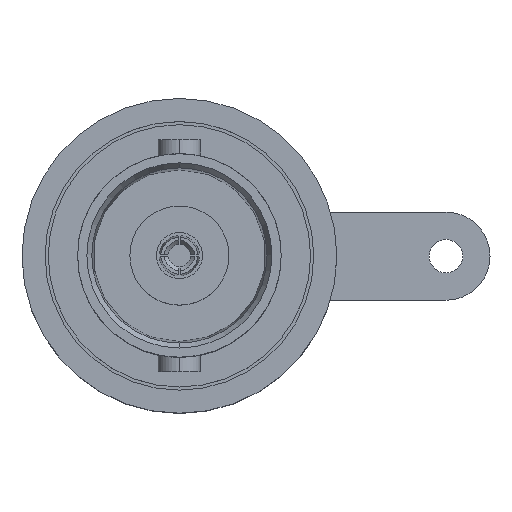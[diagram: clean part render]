
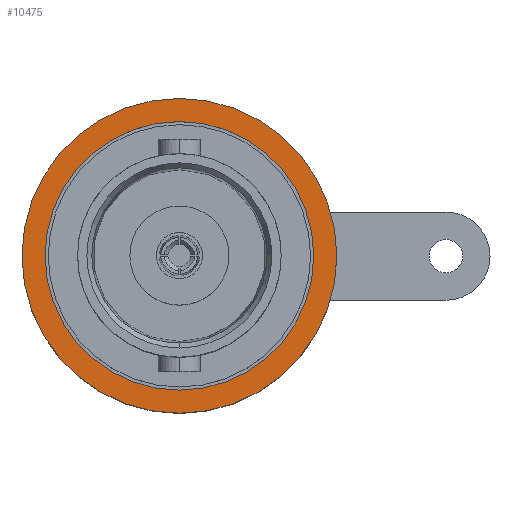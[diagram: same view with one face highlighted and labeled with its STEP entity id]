
A CAD part, top view. The second image highlights one B-rep face of the part: STEP entity #10475.
In plain terms, the highlighted planar face has unit normal (0, 0, 1).
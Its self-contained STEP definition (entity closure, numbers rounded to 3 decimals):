
#164 = CARTESIAN_POINT ( 'NONE',  ( 0., 0., -10.6 ) ) ;
#195 = CARTESIAN_POINT ( 'NONE',  ( 0., -7.5, -10.6 ) ) ;
#249 = EDGE_CURVE ( 'NONE', #1647, #5838, #9015, .T. ) ;
#767 = AXIS2_PLACEMENT_3D ( 'NONE', #3031, #5808, #8564 ) ;
#1302 = EDGE_LOOP ( 'NONE', ( #5609, #8427 ) ) ;
#1528 = CARTESIAN_POINT ( 'NONE',  ( 0., 0., -10.6 ) ) ;
#1647 = VERTEX_POINT ( 'NONE', #10569 ) ;
#1732 = CARTESIAN_POINT ( 'NONE',  ( 0., -6.4, -10.6 ) ) ;
#1811 = FACE_OUTER_BOUND ( 'NONE', #1302, .T. ) ;
#1841 = DIRECTION ( 'NONE',  ( 0., 0., 1. ) ) ;
#1890 = DIRECTION ( 'NONE',  ( 0., -1., 0. ) ) ;
#2232 = DIRECTION ( 'NONE',  ( 0., -1., 0. ) ) ;
#2561 = DIRECTION ( 'NONE',  ( 0., 0., 1. ) ) ;
#3031 = CARTESIAN_POINT ( 'NONE',  ( 0., 0., -10.6 ) ) ;
#3618 = EDGE_CURVE ( 'NONE', #5838, #1647, #8795, .T. ) ;
#3965 = DIRECTION ( 'NONE',  ( 0., 1., 0. ) ) ;
#4007 = CARTESIAN_POINT ( 'NONE',  ( 0., 0., -10.6 ) ) ;
#4110 = AXIS2_PLACEMENT_3D ( 'NONE', #9563, #6877, #3965 ) ;
#5609 = ORIENTED_EDGE ( 'NONE', *, *, #3618, .T. ) ;
#5808 = DIRECTION ( 'NONE',  ( 0., 0., 1. ) ) ;
#5838 = VERTEX_POINT ( 'NONE', #195 ) ;
#6066 = CIRCLE ( 'NONE', #767, 6.4 ) ;
#6241 = AXIS2_PLACEMENT_3D ( 'NONE', #1528, #1841, #1890 ) ;
#6565 = CARTESIAN_POINT ( 'NONE',  ( 0., 6.4, -10.6 ) ) ;
#6808 = FACE_BOUND ( 'NONE', #9678, .T. ) ;
#6877 = DIRECTION ( 'NONE',  ( 0., 0., -1. ) ) ;
#7019 = DIRECTION ( 'NONE',  ( 0., -1., 0. ) ) ;
#7334 = ORIENTED_EDGE ( 'NONE', *, *, #9048, .F. ) ;
#7787 = DIRECTION ( 'NONE',  ( 0., 0., 1. ) ) ;
#8067 = ORIENTED_EDGE ( 'NONE', *, *, #10525, .F. ) ;
#8427 = ORIENTED_EDGE ( 'NONE', *, *, #249, .T. ) ;
#8547 = CIRCLE ( 'NONE', #8853, 6.4 ) ;
#8564 = DIRECTION ( 'NONE',  ( 0., -1., 0. ) ) ;
#8795 = CIRCLE ( 'NONE', #10337, 7.5 ) ;
#8853 = AXIS2_PLACEMENT_3D ( 'NONE', #164, #2561, #2232 ) ;
#9015 = CIRCLE ( 'NONE', #6241, 7.5 ) ;
#9048 = EDGE_CURVE ( 'NONE', #10865, #11693, #8547, .T. ) ;
#9563 = CARTESIAN_POINT ( 'NONE',  ( 6.4, 0., -10.6 ) ) ;
#9678 = EDGE_LOOP ( 'NONE', ( #8067, #7334 ) ) ;
#10337 = AXIS2_PLACEMENT_3D ( 'NONE', #4007, #7787, #7019 ) ;
#10338 = PLANE ( 'NONE',  #4110 ) ;
#10475 = ADVANCED_FACE ( 'NONE', ( #6808, #1811 ), #10338, .F. ) ;
#10525 = EDGE_CURVE ( 'NONE', #11693, #10865, #6066, .T. ) ;
#10569 = CARTESIAN_POINT ( 'NONE',  ( 0., 7.5, -10.6 ) ) ;
#10865 = VERTEX_POINT ( 'NONE', #6565 ) ;
#11693 = VERTEX_POINT ( 'NONE', #1732 ) ;
